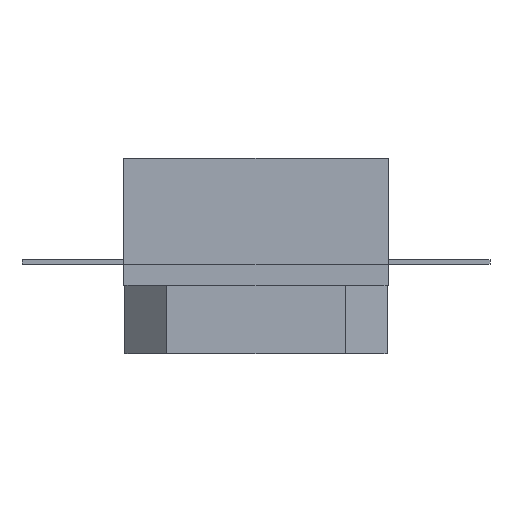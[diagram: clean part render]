
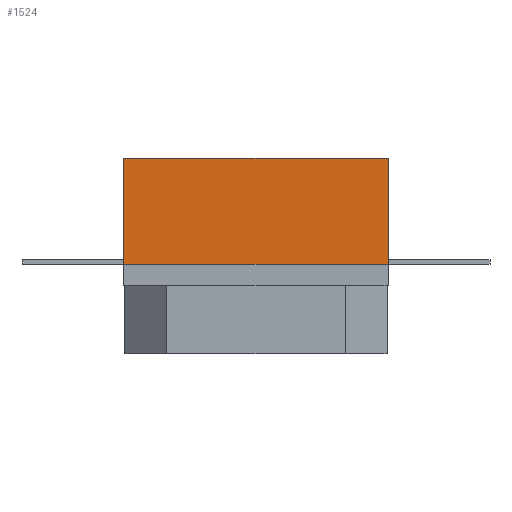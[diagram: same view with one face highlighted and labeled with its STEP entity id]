
A CAD part, front view. The second image highlights one B-rep face of the part: STEP entity #1524.
In plain terms, the highlighted planar face has unit normal (0, -1, 0).
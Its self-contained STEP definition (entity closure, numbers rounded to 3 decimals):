
#1524=ADVANCED_FACE('',(#3170),#3172,.T.);
#3170=FACE_BOUND('',#3171,.T.);
#3171=EDGE_LOOP('',(#4738,#4739,#4740,#4741));
#3172=PLANE('',#3173);
#3173=AXIS2_PLACEMENT_3D('',#3174,#3175,#3176);
#3174=CARTESIAN_POINT('',(-3.175,-4.065,1.65));
#3175=DIRECTION('',(0.,-1.,0.));
#3176=DIRECTION('',(1.,0.,0.));
#4738=ORIENTED_EDGE('',*,*,#5638,.F.);
#4739=ORIENTED_EDGE('',*,*,#5639,.T.);
#4740=ORIENTED_EDGE('',*,*,#5162,.F.);
#4741=ORIENTED_EDGE('',*,*,#5633,.F.);
#5162=EDGE_CURVE('',#5785,#5787,#5788,.T.);
#5633=EDGE_CURVE('',#6568,#5785,#6570,.T.);
#5638=EDGE_CURVE('',#6578,#6568,#6579,.T.);
#5639=EDGE_CURVE('',#6578,#5787,#6580,.T.);
#5785=VERTEX_POINT('',#6819);
#5787=VERTEX_POINT('',#6823);
#5788=LINE('',#6824,#6825);
#6568=VERTEX_POINT('',#8574);
#6570=LINE('',#8578,#8579);
#6578=VERTEX_POINT('',#8596);
#6579=LINE('',#8597,#8598);
#6580=LINE('',#8600,#8601);
#6819=CARTESIAN_POINT('',(-3.175,-4.065,4.71));
#6823=CARTESIAN_POINT('',(3.175,-4.065,4.71));
#6824=CARTESIAN_POINT('',(-3.175,-4.065,4.71));
#6825=VECTOR('',#6826,1.);
#6826=DIRECTION('',(1.,0.,0.));
#8574=CARTESIAN_POINT('',(-3.175,-4.065,2.161));
#8578=CARTESIAN_POINT('',(-3.175,-4.065,2.161));
#8579=VECTOR('',#8580,1.);
#8580=DIRECTION('',(0.,0.,1.));
#8596=CARTESIAN_POINT('',(3.175,-4.065,2.161));
#8597=CARTESIAN_POINT('',(3.175,-4.065,2.161));
#8598=VECTOR('',#8599,1.);
#8599=DIRECTION('',(-1.,0.,0.));
#8600=CARTESIAN_POINT('',(3.175,-4.065,2.161));
#8601=VECTOR('',#8602,1.);
#8602=DIRECTION('',(0.,0.,1.));
